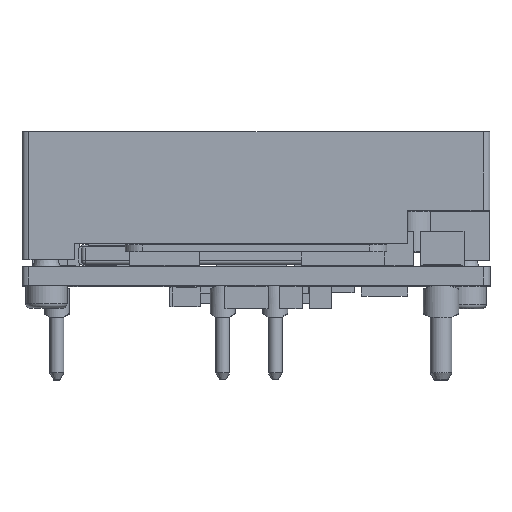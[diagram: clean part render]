
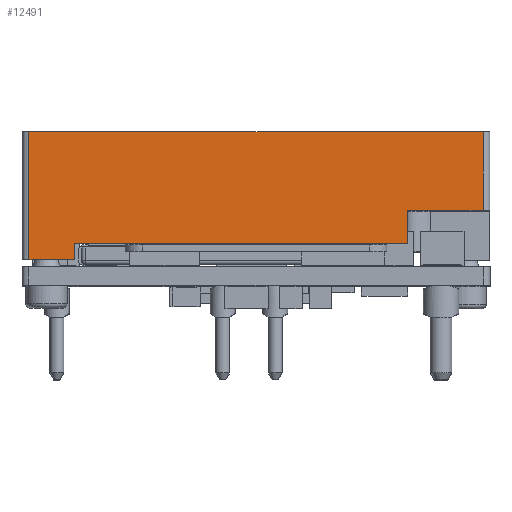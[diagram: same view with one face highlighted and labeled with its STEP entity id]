
A CAD part, top view. The second image highlights one B-rep face of the part: STEP entity #12491.
In plain terms, the highlighted planar face has unit normal (0, 0, 1).
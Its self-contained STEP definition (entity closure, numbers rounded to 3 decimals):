
#246 = DIRECTION ( 'NONE',  ( -1., 0., 0. ) ) ;
#252 = CARTESIAN_POINT ( 'NONE',  ( -16.51, 13.462, 18.415 ) ) ;
#1685 = CARTESIAN_POINT ( 'NONE',  ( 16.51, 7.747, 18.415 ) ) ;
#2459 = CARTESIAN_POINT ( 'NONE',  ( -16.51, 13.462, 18.415 ) ) ;
#2569 = LINE ( 'NONE', #29327, #29003 ) ;
#2975 = CARTESIAN_POINT ( 'NONE',  ( -13.208, 4.14, 18.415 ) ) ;
#3310 = DIRECTION ( 'NONE',  ( 1., 0., 0. ) ) ;
#3512 = VERTEX_POINT ( 'NONE', #2459 ) ;
#5104 = EDGE_LOOP ( 'NONE', ( #11093, #6885, #19057, #14686, #10520, #31888, #23842, #16394 ) ) ;
#5638 = VECTOR ( 'NONE', #28323, 1000. ) ;
#5874 = LINE ( 'NONE', #32117, #15820 ) ;
#6885 = ORIENTED_EDGE ( 'NONE', *, *, #17771, .T. ) ;
#7553 = VECTOR ( 'NONE', #19378, 1000. ) ;
#7569 = EDGE_CURVE ( 'NONE', #22893, #27866, #14928, .T. ) ;
#8638 = VERTEX_POINT ( 'NONE', #31380 ) ;
#8961 = CARTESIAN_POINT ( 'NONE',  ( 11.049, 5.334, 18.415 ) ) ;
#9152 = VECTOR ( 'NONE', #9604, 1000. ) ;
#9604 = DIRECTION ( 'NONE',  ( -1., 0., 0. ) ) ;
#9959 = CARTESIAN_POINT ( 'NONE',  ( 16.51, 13.462, 18.415 ) ) ;
#10369 = CARTESIAN_POINT ( 'NONE',  ( -13.208, 5.334, 18.415 ) ) ;
#10520 = ORIENTED_EDGE ( 'NONE', *, *, #30632, .F. ) ;
#10546 = LINE ( 'NONE', #33716, #20117 ) ;
#10883 = EDGE_CURVE ( 'NONE', #24294, #24983, #10546, .T. ) ;
#11093 = ORIENTED_EDGE ( 'NONE', *, *, #12969, .T. ) ;
#11111 = EDGE_CURVE ( 'NONE', #8638, #24294, #20525, .T. ) ;
#12322 = EDGE_CURVE ( 'NONE', #27866, #14176, #27260, .T. ) ;
#12491 = ADVANCED_FACE ( 'NONE', ( #18969 ), #19132, .T. ) ;
#12948 = CARTESIAN_POINT ( 'NONE',  ( 16.51, 7.747, 18.415 ) ) ;
#12969 = EDGE_CURVE ( 'NONE', #33506, #3512, #2569, .T. ) ;
#14176 = VERTEX_POINT ( 'NONE', #8961 ) ;
#14246 = CARTESIAN_POINT ( 'NONE',  ( -16.51, 4.14, 18.415 ) ) ;
#14686 = ORIENTED_EDGE ( 'NONE', *, *, #11111, .F. ) ;
#14928 = LINE ( 'NONE', #1685, #9152 ) ;
#15820 = VECTOR ( 'NONE', #31948, 1000. ) ;
#16057 = DIRECTION ( 'NONE',  ( 0., -1., 0. ) ) ;
#16394 = ORIENTED_EDGE ( 'NONE', *, *, #30048, .T. ) ;
#17771 = EDGE_CURVE ( 'NONE', #3512, #24983, #21545, .T. ) ;
#17870 = CARTESIAN_POINT ( 'NONE',  ( 16.51, 7.747, 18.415 ) ) ;
#18969 = FACE_OUTER_BOUND ( 'NONE', #5104, .T. ) ;
#19057 = ORIENTED_EDGE ( 'NONE', *, *, #10883, .F. ) ;
#19132 = PLANE ( 'NONE',  #25188 ) ;
#19378 = DIRECTION ( 'NONE',  ( 0., -1., 0. ) ) ;
#20117 = VECTOR ( 'NONE', #246, 1000. ) ;
#20525 = LINE ( 'NONE', #10369, #27755 ) ;
#21545 = LINE ( 'NONE', #252, #30377 ) ;
#22893 = VERTEX_POINT ( 'NONE', #12948 ) ;
#23842 = ORIENTED_EDGE ( 'NONE', *, *, #7569, .F. ) ;
#24294 = VERTEX_POINT ( 'NONE', #2975 ) ;
#24437 = DIRECTION ( 'NONE',  ( 0., 0., 1. ) ) ;
#24983 = VERTEX_POINT ( 'NONE', #14246 ) ;
#25188 = AXIS2_PLACEMENT_3D ( 'NONE', #25864, #24437, #3310 ) ;
#25864 = CARTESIAN_POINT ( 'NONE',  ( 17.018, 13.462, 18.415 ) ) ;
#25996 = DIRECTION ( 'NONE',  ( 0., -1., 0. ) ) ;
#27260 = LINE ( 'NONE', #32384, #7553 ) ;
#27755 = VECTOR ( 'NONE', #25996, 1000. ) ;
#27866 = VERTEX_POINT ( 'NONE', #29920 ) ;
#28323 = DIRECTION ( 'NONE',  ( 0., 1., 0. ) ) ;
#29003 = VECTOR ( 'NONE', #29151, 1000. ) ;
#29151 = DIRECTION ( 'NONE',  ( -1., 0., 0. ) ) ;
#29327 = CARTESIAN_POINT ( 'NONE',  ( 16.51, 13.462, 18.415 ) ) ;
#29920 = CARTESIAN_POINT ( 'NONE',  ( 11.049, 7.747, 18.415 ) ) ;
#30048 = EDGE_CURVE ( 'NONE', #22893, #33506, #30905, .T. ) ;
#30377 = VECTOR ( 'NONE', #16057, 1000. ) ;
#30632 = EDGE_CURVE ( 'NONE', #14176, #8638, #5874, .T. ) ;
#30905 = LINE ( 'NONE', #17870, #5638 ) ;
#31380 = CARTESIAN_POINT ( 'NONE',  ( -13.208, 5.334, 18.415 ) ) ;
#31888 = ORIENTED_EDGE ( 'NONE', *, *, #12322, .F. ) ;
#31948 = DIRECTION ( 'NONE',  ( -1., 0., 0. ) ) ;
#32117 = CARTESIAN_POINT ( 'NONE',  ( 11.049, 5.334, 18.415 ) ) ;
#32384 = CARTESIAN_POINT ( 'NONE',  ( 11.049, 7.747, 18.415 ) ) ;
#33506 = VERTEX_POINT ( 'NONE', #9959 ) ;
#33716 = CARTESIAN_POINT ( 'NONE',  ( -13.208, 4.14, 18.415 ) ) ;
